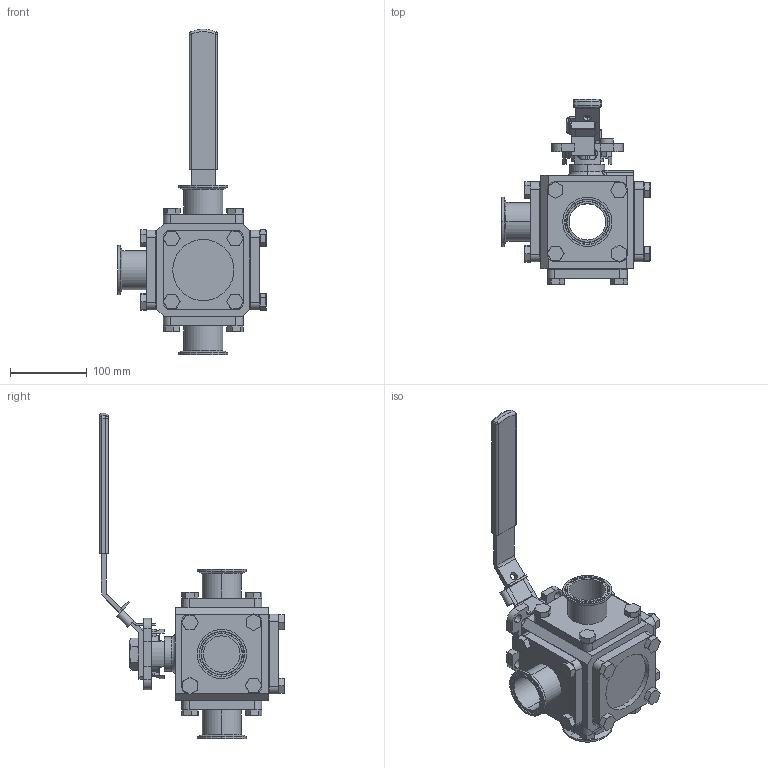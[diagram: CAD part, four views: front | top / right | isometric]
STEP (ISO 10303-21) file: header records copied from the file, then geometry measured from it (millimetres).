
FILE_DESCRIPTION (( 'STEP AP214' ), '1' );
FILE_NAME ('33-SA-0200-XXX.step', '2019-09-30T20:16:56', ( '' ), ( '' ), 'SwSTEP 2.0', 'SolidWorks 2019', '' );
FILE_SCHEMA (( 'AUTOMOTIVE_DESIGN' ));
Length unit declared in the file: inch
Products named in the file (2): 33-SA-0200-XXX
Bounding box: 192.66 x 240.59 x 422.88 mm (x, y, z)
Surface area: 289084.7 mm2 (no closed solid volume)
Topology: 0 solids, 34 shells, 562 faces, 1579 edges, 1043 vertices
Faces by surface type: plane 409, cylinder 106, cone 26, torus 15, sphere 4, bspline 2
Entity records: 25707 total; most frequent: CARTESIAN_POINT 3824, DIRECTION 3073, ORIENTED_EDGE 2699, EDGE_CURVE 1575, VECTOR 1105, LINE 1105, VERTEX_POINT 1043, AXIS2_PLACEMENT_3D 984
